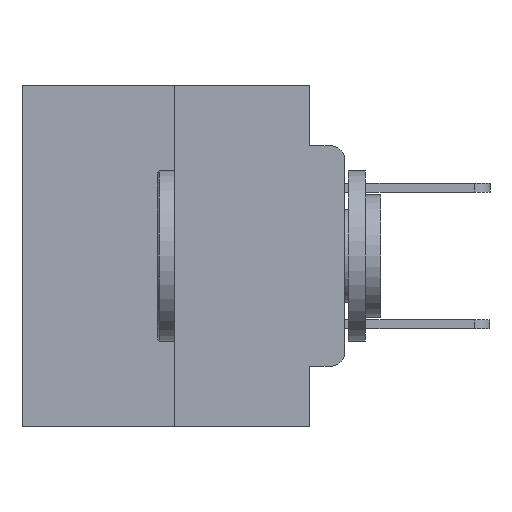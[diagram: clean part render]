
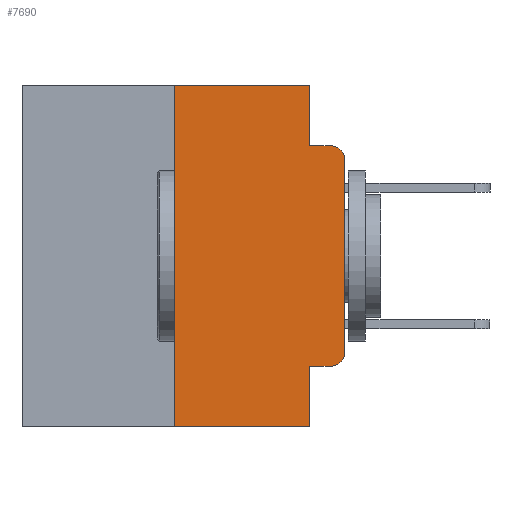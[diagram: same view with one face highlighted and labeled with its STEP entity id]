
A CAD part, left-side view. The second image highlights one B-rep face of the part: STEP entity #7690.
In plain terms, the highlighted planar face has unit normal (-1, 0, 0).
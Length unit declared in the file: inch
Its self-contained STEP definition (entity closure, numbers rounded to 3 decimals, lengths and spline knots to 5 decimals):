
#213 = CARTESIAN_POINT ( 'NONE',  ( 0., 0.051, 0. ) ) ;
#660 = VERTEX_POINT ( 'NONE', #26898 ) ;
#683 = EDGE_CURVE ( 'NONE', #2404, #20431, #8170, .T. ) ;
#850 = LINE ( 'NONE', #15765, #11545 ) ;
#1757 = EDGE_CURVE ( 'NONE', #8015, #20431, #8398, .T. ) ;
#1934 = CARTESIAN_POINT ( 'NONE',  ( 0., 0.473, 0. ) ) ;
#2404 = VERTEX_POINT ( 'NONE', #21944 ) ;
#2417 = VECTOR ( 'NONE', #11458, 39.37008 ) ;
#2750 = CARTESIAN_POINT ( 'NONE',  ( 0., 0.473, 0. ) ) ;
#3167 = EDGE_CURVE ( 'NONE', #2404, #9529, #14540, .T. ) ;
#3485 = LINE ( 'NONE', #213, #25239 ) ;
#3609 = CIRCLE ( 'NONE', #11273, 0.02 ) ;
#4012 = LINE ( 'NONE', #13741, #9047 ) ;
#4601 = DIRECTION ( 'NONE',  ( 0., 0., -1. ) ) ;
#4618 = EDGE_CURVE ( 'NONE', #8371, #19958, #3485, .T. ) ;
#4864 = CARTESIAN_POINT ( 'NONE',  ( 0., 0.473, -0.5 ) ) ;
#4937 = DIRECTION ( 'NONE',  ( 0., -1., 0. ) ) ;
#5049 = ORIENTED_EDGE ( 'NONE', *, *, #20848, .F. ) ;
#5342 = DIRECTION ( 'NONE',  ( 0., -1., 0. ) ) ;
#6107 = EDGE_CURVE ( 'NONE', #19958, #14038, #8208, .T. ) ;
#6322 = DIRECTION ( 'NONE',  ( -1., 0., 0. ) ) ;
#6331 = VECTOR ( 'NONE', #14382, 39.37008 ) ;
#6394 = FACE_OUTER_BOUND ( 'NONE', #14731, .T. ) ;
#6446 = ORIENTED_EDGE ( 'NONE', *, *, #3167, .F. ) ;
#7674 = DIRECTION ( 'NONE',  ( 0., -1., 0. ) ) ;
#7690 = ADVANCED_FACE ( 'NONE', ( #6394 ), #18828, .F. ) ;
#8015 = VERTEX_POINT ( 'NONE', #21977 ) ;
#8140 = CIRCLE ( 'NONE', #16971, 0.02 ) ;
#8170 = LINE ( 'NONE', #4864, #2417 ) ;
#8187 = LINE ( 'NONE', #2750, #18627 ) ;
#8208 = LINE ( 'NONE', #18096, #13079 ) ;
#8371 = VERTEX_POINT ( 'NONE', #10574 ) ;
#8398 = LINE ( 'NONE', #9395, #13286 ) ;
#8423 = DIRECTION ( 'NONE',  ( 1., 0., 0. ) ) ;
#8739 = ORIENTED_EDGE ( 'NONE', *, *, #10342, .T. ) ;
#8934 = EDGE_CURVE ( 'NONE', #26473, #14038, #3609, .T. ) ;
#9047 = VECTOR ( 'NONE', #5342, 39.37008 ) ;
#9389 = ORIENTED_EDGE ( 'NONE', *, *, #6107, .F. ) ;
#9395 = CARTESIAN_POINT ( 'NONE',  ( 0., 0.051, 0. ) ) ;
#9529 = VERTEX_POINT ( 'NONE', #12241 ) ;
#10342 = EDGE_CURVE ( 'NONE', #660, #26473, #850, .T. ) ;
#10551 = AXIS2_PLACEMENT_3D ( 'NONE', #1934, #8423, #23022 ) ;
#10574 = CARTESIAN_POINT ( 'NONE',  ( 0., 0.051, 0. ) ) ;
#11273 = AXIS2_PLACEMENT_3D ( 'NONE', #18851, #6322, #20930 ) ;
#11458 = DIRECTION ( 'NONE',  ( 0., -1., 0. ) ) ;
#11545 = VECTOR ( 'NONE', #24101, 39.37008 ) ;
#12192 = CARTESIAN_POINT ( 'NONE',  ( 0., 0.02, -0.3915 ) ) ;
#12241 = CARTESIAN_POINT ( 'NONE',  ( 0., 0.25, 0. ) ) ;
#13070 = CARTESIAN_POINT ( 'NONE',  ( 0., 0.02, -0.0885 ) ) ;
#13079 = VECTOR ( 'NONE', #7674, 39.37008 ) ;
#13286 = VECTOR ( 'NONE', #17822, 39.37008 ) ;
#13333 = ORIENTED_EDGE ( 'NONE', *, *, #26266, .T. ) ;
#13485 = VERTEX_POINT ( 'NONE', #25899 ) ;
#13741 = CARTESIAN_POINT ( 'NONE',  ( 0., 0.051, -0.4115 ) ) ;
#14038 = VERTEX_POINT ( 'NONE', #13070 ) ;
#14306 = DIRECTION ( 'NONE',  ( 0., 0., -1. ) ) ;
#14382 = DIRECTION ( 'NONE',  ( 0., 0., 1. ) ) ;
#14540 = LINE ( 'NONE', #22665, #6331 ) ;
#14731 = EDGE_LOOP ( 'NONE', ( #8739, #25436, #9389, #26701, #5049, #6446, #17599, #23810, #13333, #19523 ) ) ;
#15765 = CARTESIAN_POINT ( 'NONE',  ( 0., 0., 0. ) ) ;
#16566 = CARTESIAN_POINT ( 'NONE',  ( 0., 0., -0.1085 ) ) ;
#16971 = AXIS2_PLACEMENT_3D ( 'NONE', #12192, #26793, #14306 ) ;
#17599 = ORIENTED_EDGE ( 'NONE', *, *, #683, .T. ) ;
#17822 = DIRECTION ( 'NONE',  ( 0., 0., -1. ) ) ;
#18096 = CARTESIAN_POINT ( 'NONE',  ( 0., 0.051, -0.0885 ) ) ;
#18305 = CARTESIAN_POINT ( 'NONE',  ( 0., 0.051, -0.5 ) ) ;
#18627 = VECTOR ( 'NONE', #4937, 39.37008 ) ;
#18828 = PLANE ( 'NONE',  #10551 ) ;
#18851 = CARTESIAN_POINT ( 'NONE',  ( 0., 0.02, -0.1085 ) ) ;
#19523 = ORIENTED_EDGE ( 'NONE', *, *, #23475, .T. ) ;
#19958 = VERTEX_POINT ( 'NONE', #24336 ) ;
#20431 = VERTEX_POINT ( 'NONE', #18305 ) ;
#20848 = EDGE_CURVE ( 'NONE', #9529, #8371, #8187, .T. ) ;
#20930 = DIRECTION ( 'NONE',  ( 0., 0., -1. ) ) ;
#21944 = CARTESIAN_POINT ( 'NONE',  ( 0., 0.25, -0.5 ) ) ;
#21977 = CARTESIAN_POINT ( 'NONE',  ( 0., 0.051, -0.4115 ) ) ;
#22665 = CARTESIAN_POINT ( 'NONE',  ( 0., 0.25, 0. ) ) ;
#23022 = DIRECTION ( 'NONE',  ( 0., 0., -1. ) ) ;
#23475 = EDGE_CURVE ( 'NONE', #13485, #660, #8140, .T. ) ;
#23810 = ORIENTED_EDGE ( 'NONE', *, *, #1757, .F. ) ;
#24101 = DIRECTION ( 'NONE',  ( 0., 0., 1. ) ) ;
#24336 = CARTESIAN_POINT ( 'NONE',  ( 0., 0.051, -0.0885 ) ) ;
#25239 = VECTOR ( 'NONE', #4601, 39.37008 ) ;
#25436 = ORIENTED_EDGE ( 'NONE', *, *, #8934, .T. ) ;
#25899 = CARTESIAN_POINT ( 'NONE',  ( 0., 0.02, -0.4115 ) ) ;
#26266 = EDGE_CURVE ( 'NONE', #8015, #13485, #4012, .T. ) ;
#26473 = VERTEX_POINT ( 'NONE', #16566 ) ;
#26701 = ORIENTED_EDGE ( 'NONE', *, *, #4618, .F. ) ;
#26793 = DIRECTION ( 'NONE',  ( -1., 0., 0. ) ) ;
#26898 = CARTESIAN_POINT ( 'NONE',  ( 0., 0., -0.3915 ) ) ;
